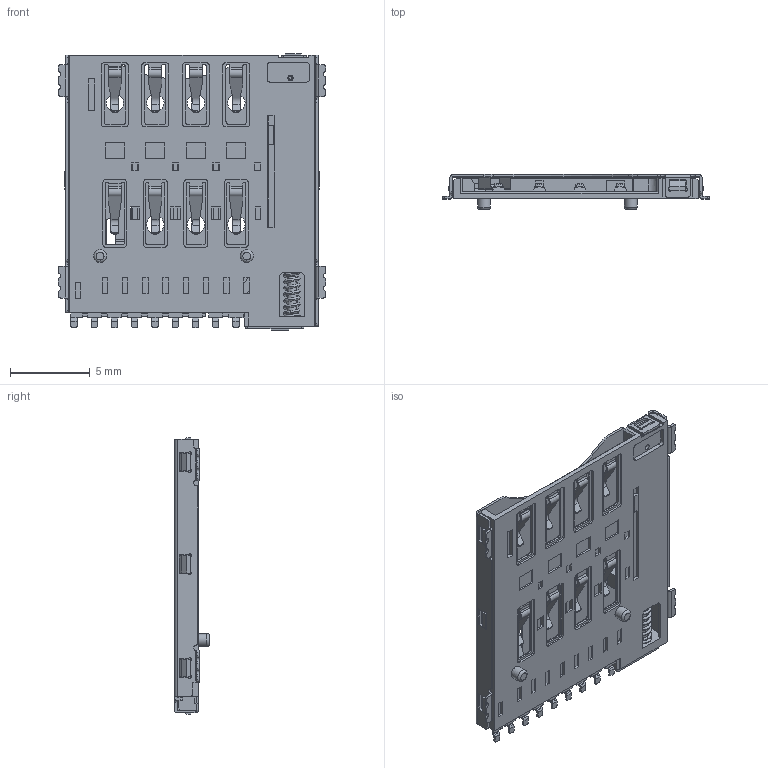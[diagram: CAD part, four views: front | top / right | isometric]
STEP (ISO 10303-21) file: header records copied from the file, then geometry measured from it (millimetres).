
FILE_DESCRIPTION(/* description */ ('STEP AP214'),/* implementation_level */ '2;1');
FILE_NAME(/* name */ 'SIM7100-8-1-15-00-A',/* time_stamp */ '2022-09-15T17:20:41+02:00',/* author */ ('License CC BY-ND 4.0'),/* organization */ ('CADENAS'),/* preprocessor_version */ 'ST-DEVELOPER v18.102',/* originating_system */ 'PARTsolutions',/* authorisation */ ' ');
FILE_SCHEMA (('AUTOMOTIVE_DESIGN {1 0 10303 214 3 1 1}'));
Products named in the file (4): SIM7100-8-1-15-00-A; SIM7100-8-1-15-00-A_PART3; SIM7100-8-1-15-00-A_PART2; SIM7100-8-1-15-00-A_PART1
Assembly tree (3 placements, depth 2):
  SIM7100-8-1-15-00-A
    SIM7100-8-1-15-00-A_PART3
    SIM7100-8-1-15-00-A_PART2
    SIM7100-8-1-15-00-A_PART1
Bounding box: 16.75 x 2.18 x 17.33 mm (x, y, z)
Volume: 155.4 mm3; surface area: 1341.8 mm2
Topology: 3 solids, 3 shells, 1430 faces, 4072 edges, 2691 vertices
Faces by surface type: plane 894, cylinder 460, bspline 71, cone 3, torus 2
Full cylindrical faces by diameter (mm): 0.28 x1, 0.3 x2, 0.34 x1, 0.8 x2, 1.1 x7
Entity records: 62733 total; most frequent: CARTESIAN_POINT 14975, ORIENTED_EDGE 8086, DIRECTION 7571, EDGE_CURVE 4043, LINE 2891, VECTOR 2891, VERTEX_POINT 2683, AXIS2_PLACEMENT_3D 2340
